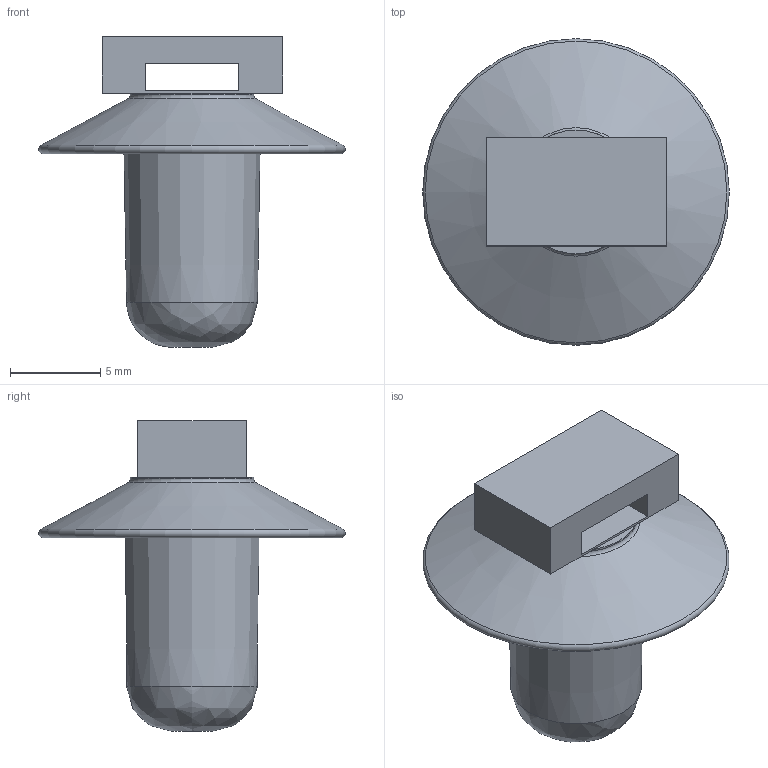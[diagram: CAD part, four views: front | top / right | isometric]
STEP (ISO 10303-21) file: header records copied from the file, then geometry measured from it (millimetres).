
FILE_DESCRIPTION(/* description */ (''),/* implementation_level */ '2;1');
FILE_NAME(/* name */ 'PUM-071-M30.stp',/* time_stamp */ '2015-03-10T15:04:50-04:00',/* author */ (''),/* organization */ (''),/* preprocessor_version */ 'ST-DEVELOPER v15',/* originating_system */ 'SIEMENS PLM Software NX 8.5',/* authorisation */ '');
FILE_SCHEMA (('CONFIG_CONTROL_DESIGN'));
Length unit declared in the file: inch
Products named in the file (1): GB0239MJ_PB_PUM-071-_00
Bounding box: 17 x 17 x 17.22 mm (x, y, z)
Volume: 839.7 mm3; surface area: 997.9 mm2
Topology: 1 solids, 1 shells, 21 faces, 49 edges, 30 vertices
Faces by surface type: plane 14, cone 3, torus 2, cylinder 1, bspline 1
Full cylindrical faces by diameter (mm): 6.85 x1
Entity records: 641 total; most frequent: CARTESIAN_POINT 115, DIRECTION 92, ORIENTED_EDGE 78, EDGE_CURVE 39, AXIS2_PLACEMENT_3D 32, EDGE_LOOP 30, LINE 28, VECTOR 28
